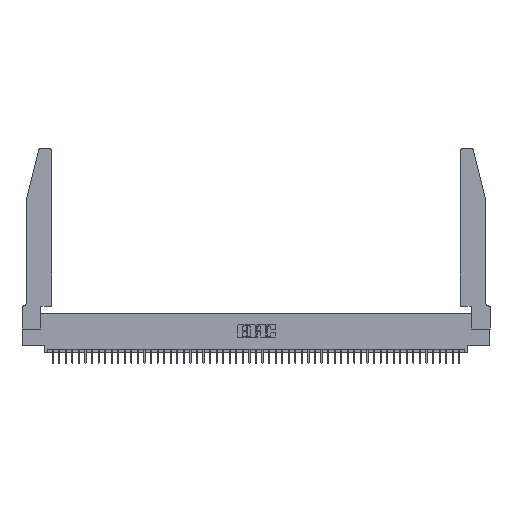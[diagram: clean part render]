
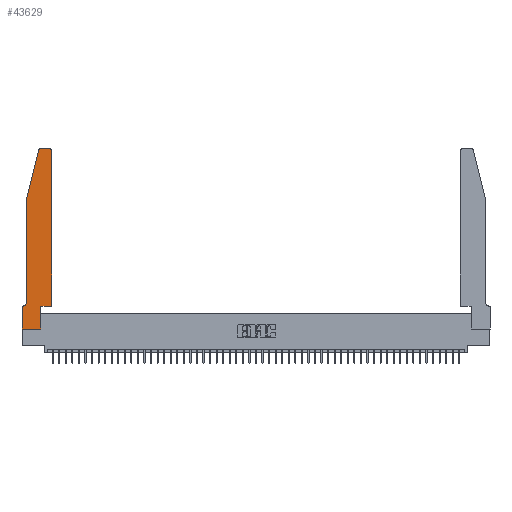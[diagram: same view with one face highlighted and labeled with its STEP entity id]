
A CAD part, top view. The second image highlights one B-rep face of the part: STEP entity #43629.
In plain terms, the highlighted planar face has unit normal (0, 0, 1).
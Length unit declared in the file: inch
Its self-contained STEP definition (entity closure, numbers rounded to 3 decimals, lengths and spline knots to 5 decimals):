
#13 = DIRECTION ( 'NONE',  ( 1., 0., 0. ) ) ;
#233 = LINE ( 'NONE', #11989, #41502 ) ;
#349 = ORIENTED_EDGE ( 'NONE', *, *, #17236, .T. ) ;
#948 = ORIENTED_EDGE ( 'NONE', *, *, #20952, .T. ) ;
#1020 = LINE ( 'NONE', #13808, #10594 ) ;
#2064 = VECTOR ( 'NONE', #24168, 39.37008 ) ;
#2741 = DIRECTION ( 'NONE',  ( 0., 1., 0. ) ) ;
#3589 = ORIENTED_EDGE ( 'NONE', *, *, #4735, .T. ) ;
#4735 = EDGE_CURVE ( 'NONE', #49102, #7977, #10922, .T. ) ;
#5036 = CARTESIAN_POINT ( 'NONE',  ( 0.0755, 0.42, 0.37 ) ) ;
#6576 = VERTEX_POINT ( 'NONE', #22261 ) ;
#7977 = VERTEX_POINT ( 'NONE', #46076 ) ;
#8061 = ORIENTED_EDGE ( 'NONE', *, *, #29961, .T. ) ;
#9614 = CIRCLE ( 'NONE', #16511, 0.07 ) ;
#9647 = DIRECTION ( 'NONE',  ( -0.239, -0.971, 0. ) ) ;
#9652 = EDGE_CURVE ( 'NONE', #6576, #22613, #22190, .T. ) ;
#9664 = DIRECTION ( 'NONE',  ( 0., 0., 1. ) ) ;
#10594 = VECTOR ( 'NONE', #37512, 39.37008 ) ;
#10922 = LINE ( 'NONE', #30734, #39988 ) ;
#11166 = AXIS2_PLACEMENT_3D ( 'NONE', #12488, #20501, #48107 ) ;
#11674 = DIRECTION ( 'NONE',  ( -1., 0., 0. ) ) ;
#11945 = CARTESIAN_POINT ( 'NONE',  ( 0.4205, 2.75, 0.37 ) ) ;
#11989 = CARTESIAN_POINT ( 'NONE',  ( 0.4505, 0.35, 0.37 ) ) ;
#12488 = CARTESIAN_POINT ( 'NONE',  ( 0., 0.35, 0.37 ) ) ;
#12544 = VERTEX_POINT ( 'NONE', #5036 ) ;
#13126 = DIRECTION ( 'NONE',  ( 0., 0., -1. ) ) ;
#13808 = CARTESIAN_POINT ( 'NONE',  ( 0., 0., 0.37 ) ) ;
#15541 = EDGE_CURVE ( 'NONE', #27182, #12544, #40408, .T. ) ;
#16511 = AXIS2_PLACEMENT_3D ( 'NONE', #36810, #13126, #40826 ) ;
#17236 = EDGE_CURVE ( 'NONE', #22613, #47142, #46387, .T. ) ;
#17938 = DIRECTION ( 'NONE',  ( 0., -1., 0. ) ) ;
#18264 = EDGE_CURVE ( 'NONE', #35219, #38524, #23520, .T. ) ;
#19083 = CARTESIAN_POINT ( 'NONE',  ( 0., 0.35, 0.37 ) ) ;
#19289 = ORIENTED_EDGE ( 'NONE', *, *, #33778, .T. ) ;
#19460 = VECTOR ( 'NONE', #43725, 39.37008 ) ;
#19828 = CARTESIAN_POINT ( 'NONE',  ( 0.2865, 0., 0.37 ) ) ;
#20055 = CARTESIAN_POINT ( 'NONE',  ( 0.2605, 2.75, 0.37 ) ) ;
#20326 = PLANE ( 'NONE',  #11166 ) ;
#20495 = AXIS2_PLACEMENT_3D ( 'NONE', #22007, #49635, #26002 ) ;
#20501 = DIRECTION ( 'NONE',  ( 0., 0., 1. ) ) ;
#20581 = ORIENTED_EDGE ( 'NONE', *, *, #9652, .T. ) ;
#20712 = LINE ( 'NONE', #20055, #19460 ) ;
#20952 = EDGE_CURVE ( 'NONE', #38524, #27182, #50340, .T. ) ;
#22007 = CARTESIAN_POINT ( 'NONE',  ( 0.284, 2.72, 0.37 ) ) ;
#22190 = LINE ( 'NONE', #47812, #2064 ) ;
#22261 = CARTESIAN_POINT ( 'NONE',  ( 0., 0., 0.37 ) ) ;
#22613 = VERTEX_POINT ( 'NONE', #19828 ) ;
#23520 = CIRCLE ( 'NONE', #20495, 0.03 ) ;
#24168 = DIRECTION ( 'NONE',  ( 1., 0., 0. ) ) ;
#24846 = ORIENTED_EDGE ( 'NONE', *, *, #15541, .T. ) ;
#24899 = CARTESIAN_POINT ( 'NONE',  ( 0.0755, 2., 0.37 ) ) ;
#26002 = DIRECTION ( 'NONE',  ( 1., 0., 0. ) ) ;
#26300 = VERTEX_POINT ( 'NONE', #11945 ) ;
#26487 = CIRCLE ( 'NONE', #47601, 0.03 ) ;
#26603 = CARTESIAN_POINT ( 'NONE',  ( 0.2865, 0.35, 0.37 ) ) ;
#27035 = EDGE_CURVE ( 'NONE', #26300, #35219, #20712, .T. ) ;
#27182 = VERTEX_POINT ( 'NONE', #24899 ) ;
#28754 = CARTESIAN_POINT ( 'NONE',  ( 0.284, 2.75, 0.37 ) ) ;
#29680 = VECTOR ( 'NONE', #11674, 39.37008 ) ;
#29961 = EDGE_CURVE ( 'NONE', #47142, #49102, #233, .T. ) ;
#30605 = VECTOR ( 'NONE', #9647, 39.37008 ) ;
#30734 = CARTESIAN_POINT ( 'NONE',  ( 0.4505, 0.35, 0.37 ) ) ;
#31454 = CARTESIAN_POINT ( 'NONE',  ( 0.0755, 0.35, 0.37 ) ) ;
#31649 = EDGE_CURVE ( 'NONE', #7977, #26300, #26487, .T. ) ;
#31787 = ORIENTED_EDGE ( 'NONE', *, *, #31649, .T. ) ;
#32263 = EDGE_CURVE ( 'NONE', #12544, #40055, #9614, .T. ) ;
#33197 = CARTESIAN_POINT ( 'NONE',  ( 0.0055, 0.35, 0.37 ) ) ;
#33441 = CARTESIAN_POINT ( 'NONE',  ( 0.4205, 2.72, 0.37 ) ) ;
#33778 = EDGE_CURVE ( 'NONE', #40055, #39097, #40162, .T. ) ;
#35172 = CARTESIAN_POINT ( 'NONE',  ( 0.25487, 2.72718, 0.37 ) ) ;
#35219 = VERTEX_POINT ( 'NONE', #28754 ) ;
#35853 = VECTOR ( 'NONE', #42487, 39.37008 ) ;
#35895 = ORIENTED_EDGE ( 'NONE', *, *, #27035, .T. ) ;
#36810 = CARTESIAN_POINT ( 'NONE',  ( 0.0055, 0.42, 0.37 ) ) ;
#36992 = CARTESIAN_POINT ( 'NONE',  ( 0.2865, 0.35, 0.37 ) ) ;
#37361 = CARTESIAN_POINT ( 'NONE',  ( 0.0755, 2., 0.37 ) ) ;
#37376 = DIRECTION ( 'NONE',  ( 1., 0., 0. ) ) ;
#37512 = DIRECTION ( 'NONE',  ( 0., -1., 0. ) ) ;
#37772 = CARTESIAN_POINT ( 'NONE',  ( 0.0755, 2., 0.37 ) ) ;
#38412 = ORIENTED_EDGE ( 'NONE', *, *, #18264, .T. ) ;
#38524 = VERTEX_POINT ( 'NONE', #35172 ) ;
#39097 = VERTEX_POINT ( 'NONE', #19083 ) ;
#39988 = VECTOR ( 'NONE', #2741, 39.37008 ) ;
#40055 = VERTEX_POINT ( 'NONE', #33197 ) ;
#40162 = LINE ( 'NONE', #31454, #29680 ) ;
#40408 = LINE ( 'NONE', #37772, #50873 ) ;
#40826 = DIRECTION ( 'NONE',  ( -1., 0., 0. ) ) ;
#41502 = VECTOR ( 'NONE', #13, 39.37008 ) ;
#42487 = DIRECTION ( 'NONE',  ( 0., 1., 0. ) ) ;
#43553 = CARTESIAN_POINT ( 'NONE',  ( 0.4505, 0.35, 0.37 ) ) ;
#43623 = EDGE_LOOP ( 'NONE', ( #35895, #38412, #948, #24846, #49562, #19289, #47118, #20581, #349, #8061, #3589, #31787 ) ) ;
#43629 = ADVANCED_FACE ( 'NONE', ( #49695 ), #20326, .T. ) ;
#43725 = DIRECTION ( 'NONE',  ( -1., 0., 0. ) ) ;
#46076 = CARTESIAN_POINT ( 'NONE',  ( 0.4505, 2.72, 0.37 ) ) ;
#46387 = LINE ( 'NONE', #26603, #35853 ) ;
#47118 = ORIENTED_EDGE ( 'NONE', *, *, #47244, .T. ) ;
#47142 = VERTEX_POINT ( 'NONE', #36992 ) ;
#47244 = EDGE_CURVE ( 'NONE', #39097, #6576, #1020, .T. ) ;
#47601 = AXIS2_PLACEMENT_3D ( 'NONE', #33441, #9664, #37376 ) ;
#47812 = CARTESIAN_POINT ( 'NONE',  ( 0., 0., 0.37 ) ) ;
#48107 = DIRECTION ( 'NONE',  ( 1., 0., 0. ) ) ;
#49102 = VERTEX_POINT ( 'NONE', #43553 ) ;
#49562 = ORIENTED_EDGE ( 'NONE', *, *, #32263, .T. ) ;
#49635 = DIRECTION ( 'NONE',  ( 0., 0., 1. ) ) ;
#49695 = FACE_OUTER_BOUND ( 'NONE', #43623, .T. ) ;
#50340 = LINE ( 'NONE', #37361, #30605 ) ;
#50873 = VECTOR ( 'NONE', #17938, 39.37008 ) ;
